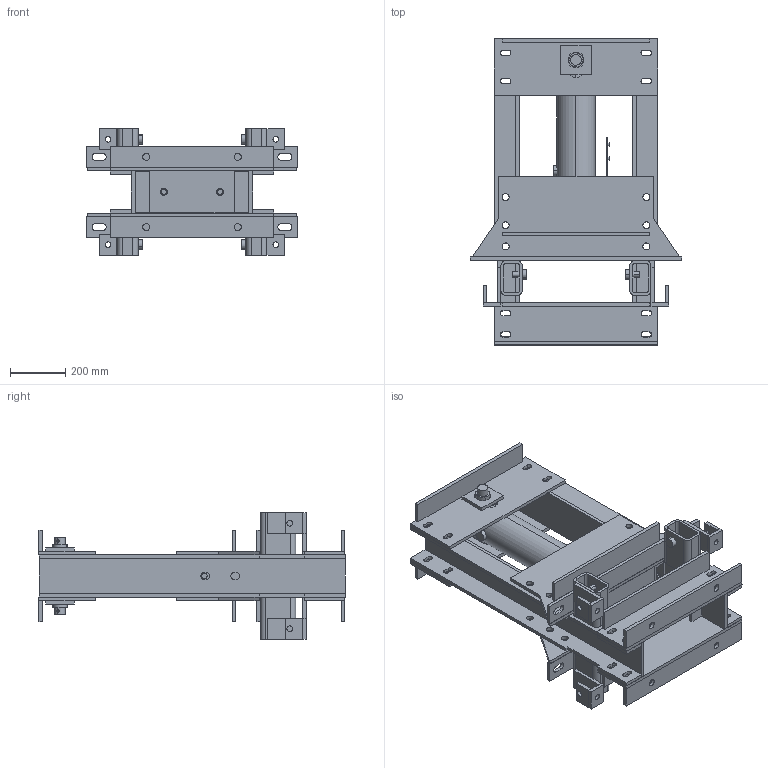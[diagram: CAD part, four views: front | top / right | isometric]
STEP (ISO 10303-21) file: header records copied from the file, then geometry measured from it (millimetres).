
FILE_DESCRIPTION(/* description */ ('Alibre Inc.'),/* implementation_level */ '2;1');
FILE_NAME(/* name */ 'export0',/* time_stamp */ '2013-08-10T11:28:56-05:00',/* author */ (''),/* organization */ (''),/* preprocessor_version */ 'ST-DEVELOPER v14',/* originating_system */ 'Alibre',/* authorisation */ '');
FILE_SCHEMA (('CONFIG_CONTROL_DESIGN'));
Products named in the file (41): ID_1; ID_2; ID_3; ID_4; ID_5; ID_6; ID_7; ID_8; ID_9; ID_10; ID_11; ID_12; ID_13; ID_14; ID_15; ID_16; ID_17; ID_18; ID_19; ID_20; ID_21; ID_22; ID_23; ID_24; ID_25; ID_26
Bounding box: 762.05 x 1105.6 x 457.2 mm (x, y, z)
Volume: 38081003.9 mm3; surface area: 6027646.1 mm2
Topology: 68 solids, 68 shells, 746 faces, 1832 edges, 1220 vertices
Faces by surface type: plane 488, cylinder 258
Full cylindrical faces by diameter (mm): 20.32 x8, 25.4 x28, 57.15 x2
Entity records: 16184 total; most frequent: CARTESIAN_POINT 3134, DIRECTION 1673, ORIENTED_EDGE 1656, EDGE_CURVE 828, AXIS2_PLACEMENT_3D 674, VERTEX_POINT 560, VECTOR 530, LINE 530
